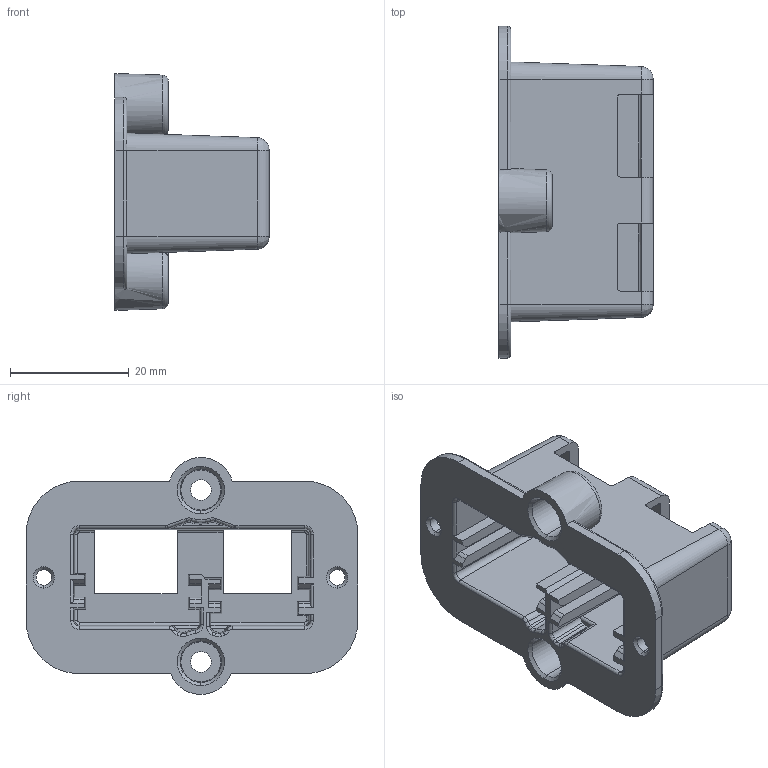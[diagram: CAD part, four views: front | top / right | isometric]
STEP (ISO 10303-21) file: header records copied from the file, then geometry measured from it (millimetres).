
FILE_DESCRIPTION(/* description */ (''),/* implementation_level */ '2;1');
FILE_NAME(/* name */ 'MYND Print parts Port housing',/* time_stamp */ '2024-10-09T14:41:22+02:00',/* author */ (''),/* organization */ (''),/* preprocessor_version */ 'ST-DEVELOPER v19.2',/* originating_system */ 'Rhino 8.2',/* authorisation */ '');
FILE_SCHEMA (('CONFIG_CONTROL_DESIGN'));
Length unit declared in the file: millimetre
Products named in the file (1): Document
Bounding box: 26 x 56 x 39.98 mm (x, y, z)
Volume: 8764.5 mm3; surface area: 10319.4 mm2
Topology: 1 solids, 1 shells, 218 faces, 584 edges, 367 vertices
Faces by surface type: plane 82, cylinder 74, bspline 62
Entity records: 9112 total; most frequent: CARTESIAN_POINT 4518, ORIENTED_EDGE 1168, EDGE_CURVE 584, DIRECTION 488, B_SPLINE_CURVE_WITH_KNOTS 417, VERTEX_POINT 367, AXIS2_PLACEMENT_3D 322, EDGE_LOOP 229
